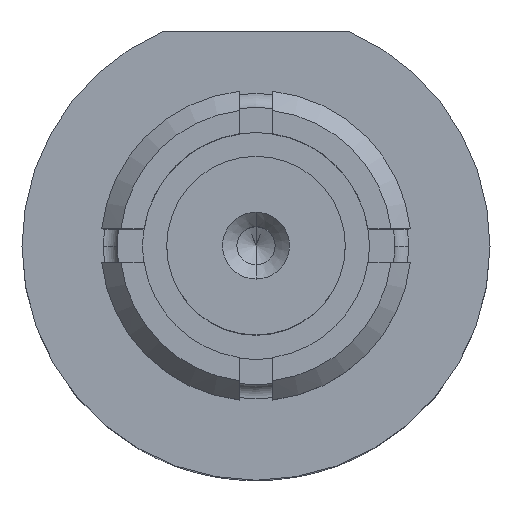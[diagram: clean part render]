
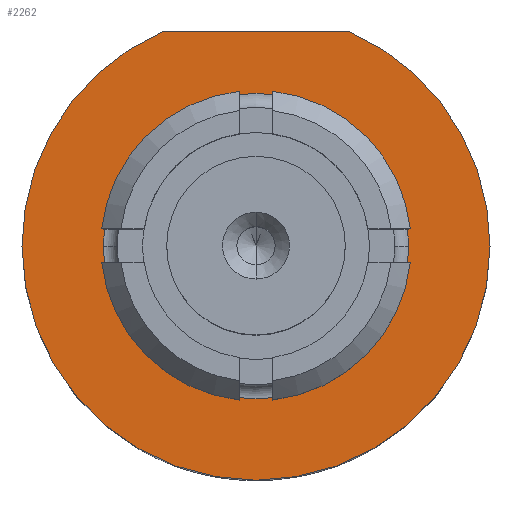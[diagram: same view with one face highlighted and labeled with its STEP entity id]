
A CAD part, top view. The second image highlights one B-rep face of the part: STEP entity #2262.
In plain terms, the highlighted planar face has unit normal (0, 0, 1).
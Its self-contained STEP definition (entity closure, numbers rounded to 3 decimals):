
#64 = DIRECTION ( 'NONE',  ( 0., 0., -1. ) ) ;
#67 = EDGE_CURVE ( 'NONE', #214, #597, #1929, .T. ) ;
#140 = FACE_BOUND ( 'NONE', #1430, .T. ) ;
#141 = VERTEX_POINT ( 'NONE', #1182 ) ;
#144 = CIRCLE ( 'NONE', #1413, 2.45 ) ;
#214 = VERTEX_POINT ( 'NONE', #1200 ) ;
#236 = LINE ( 'NONE', #847, #2143 ) ;
#238 = CARTESIAN_POINT ( 'NONE',  ( 2.45, 0., 1.625 ) ) ;
#267 = DIRECTION ( 'NONE',  ( 0., 0., -1. ) ) ;
#308 = DIRECTION ( 'NONE',  ( 1., 0., 0. ) ) ;
#365 = DIRECTION ( 'NONE',  ( 1., 0., 0. ) ) ;
#370 = DIRECTION ( 'NONE',  ( 0., 0., 1. ) ) ;
#381 = EDGE_CURVE ( 'NONE', #944, #141, #2116, .T. ) ;
#406 = VERTEX_POINT ( 'NONE', #724 ) ;
#415 = AXIS2_PLACEMENT_3D ( 'NONE', #1915, #64, #782 ) ;
#557 = PLANE ( 'NONE',  #1750 ) ;
#597 = VERTEX_POINT ( 'NONE', #1748 ) ;
#608 = DIRECTION ( 'NONE',  ( 1., 0., 0. ) ) ;
#628 = EDGE_CURVE ( 'NONE', #1676, #141, #236, .T. ) ;
#709 = CARTESIAN_POINT ( 'NONE',  ( 0., 0., 1.625 ) ) ;
#719 = AXIS2_PLACEMENT_3D ( 'NONE', #1165, #267, #1292 ) ;
#720 = DIRECTION ( 'NONE',  ( 0., 0., 1. ) ) ;
#724 = CARTESIAN_POINT ( 'NONE',  ( -2.45, 0., 1.625 ) ) ;
#743 = CIRCLE ( 'NONE', #1771, 2.45 ) ;
#782 = DIRECTION ( 'NONE',  ( 1., 0., 0. ) ) ;
#847 = CARTESIAN_POINT ( 'NONE',  ( 0., 2.25, 1.625 ) ) ;
#858 = ORIENTED_EDGE ( 'NONE', *, *, #67, .T. ) ;
#874 = ORIENTED_EDGE ( 'NONE', *, *, #628, .F. ) ;
#899 = EDGE_CURVE ( 'NONE', #597, #214, #2174, .T. ) ;
#944 = VERTEX_POINT ( 'NONE', #238 ) ;
#1032 = EDGE_LOOP ( 'NONE', ( #874, #1135, #2179, #1502 ) ) ;
#1135 = ORIENTED_EDGE ( 'NONE', *, *, #1215, .T. ) ;
#1165 = CARTESIAN_POINT ( 'NONE',  ( 0., 0., 1.625 ) ) ;
#1182 = CARTESIAN_POINT ( 'NONE',  ( 0.97, 2.25, 1.625 ) ) ;
#1200 = CARTESIAN_POINT ( 'NONE',  ( 1.6, 0., 1.625 ) ) ;
#1215 = EDGE_CURVE ( 'NONE', #1676, #406, #144, .T. ) ;
#1264 = CARTESIAN_POINT ( 'NONE',  ( 0., 0., 1.625 ) ) ;
#1292 = DIRECTION ( 'NONE',  ( 1., 0., 0. ) ) ;
#1413 = AXIS2_PLACEMENT_3D ( 'NONE', #1264, #720, #1422 ) ;
#1422 = DIRECTION ( 'NONE',  ( 1., 0., 0. ) ) ;
#1430 = EDGE_LOOP ( 'NONE', ( #858, #1725 ) ) ;
#1440 = DIRECTION ( 'NONE',  ( 1., 0., 0. ) ) ;
#1502 = ORIENTED_EDGE ( 'NONE', *, *, #381, .T. ) ;
#1635 = FACE_OUTER_BOUND ( 'NONE', #1032, .T. ) ;
#1662 = CARTESIAN_POINT ( 'NONE',  ( 0., 0., 1.625 ) ) ;
#1676 = VERTEX_POINT ( 'NONE', #1902 ) ;
#1725 = ORIENTED_EDGE ( 'NONE', *, *, #899, .T. ) ;
#1748 = CARTESIAN_POINT ( 'NONE',  ( -1.6, 0., 1.625 ) ) ;
#1750 = AXIS2_PLACEMENT_3D ( 'NONE', #1662, #370, #608 ) ;
#1771 = AXIS2_PLACEMENT_3D ( 'NONE', #2192, #2367, #1440 ) ;
#1853 = EDGE_CURVE ( 'NONE', #406, #944, #743, .T. ) ;
#1902 = CARTESIAN_POINT ( 'NONE',  ( -0.97, 2.25, 1.625 ) ) ;
#1915 = CARTESIAN_POINT ( 'NONE',  ( 0., 0., 1.625 ) ) ;
#1929 = CIRCLE ( 'NONE', #719, 1.6 ) ;
#2014 = DIRECTION ( 'NONE',  ( 0., 0., 1. ) ) ;
#2116 = CIRCLE ( 'NONE', #2336, 2.45 ) ;
#2143 = VECTOR ( 'NONE', #308, 1000. ) ;
#2174 = CIRCLE ( 'NONE', #415, 1.6 ) ;
#2179 = ORIENTED_EDGE ( 'NONE', *, *, #1853, .T. ) ;
#2192 = CARTESIAN_POINT ( 'NONE',  ( 0., 0., 1.625 ) ) ;
#2262 = ADVANCED_FACE ( 'NONE', ( #1635, #140 ), #557, .T. ) ;
#2336 = AXIS2_PLACEMENT_3D ( 'NONE', #709, #2014, #365 ) ;
#2367 = DIRECTION ( 'NONE',  ( 0., 0., 1. ) ) ;
